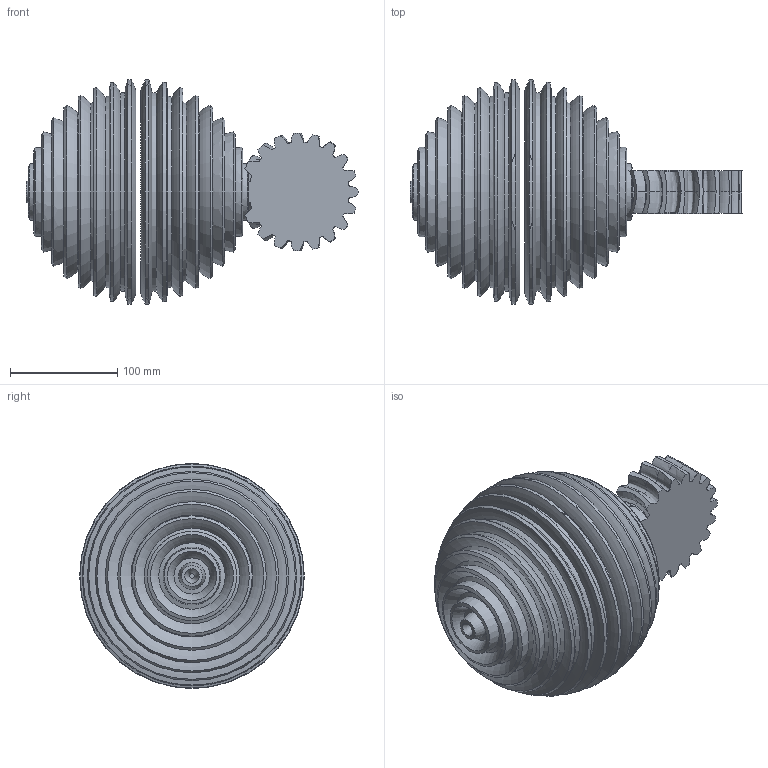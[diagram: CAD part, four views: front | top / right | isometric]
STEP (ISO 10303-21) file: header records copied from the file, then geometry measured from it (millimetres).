
FILE_DESCRIPTION (( 'STEP AP203' ), '1' );
FILE_NAME ('smooth.STEP', '2021-09-22T12:32:55', ( 'user' ), ( '' ), 'SwSTEP 2.0', 'SolidWorks 2021', '' );
FILE_SCHEMA (( 'CONFIG_CONTROL_DESIGN' ));
Length unit declared in the file: millimetre
Products named in the file (3): Part2; Part3; smooth
Assembly tree (2 placements, depth 2):
  smooth
    Part2
    Part3
Bounding box: 309.78 x 209.58 x 209.58 mm (x, y, z)
Volume: 4426715.5 mm3; surface area: 289489.6 mm2
Topology: 2 solids, 2 shells, 270 faces, 676 edges, 452 vertices
Faces by surface type: bspline 160, torus 45, sphere 44, cylinder 19, plane 2
Entity records: 209421 total; most frequent: CARTESIAN_POINT 204200, ORIENTED_EDGE 1266, EDGE_CURVE 633, B_SPLINE_CURVE_WITH_KNOTS 516, DIRECTION 464, VERTEX_POINT 450, EDGE_LOOP 353, FACE_OUTER_BOUND 349
